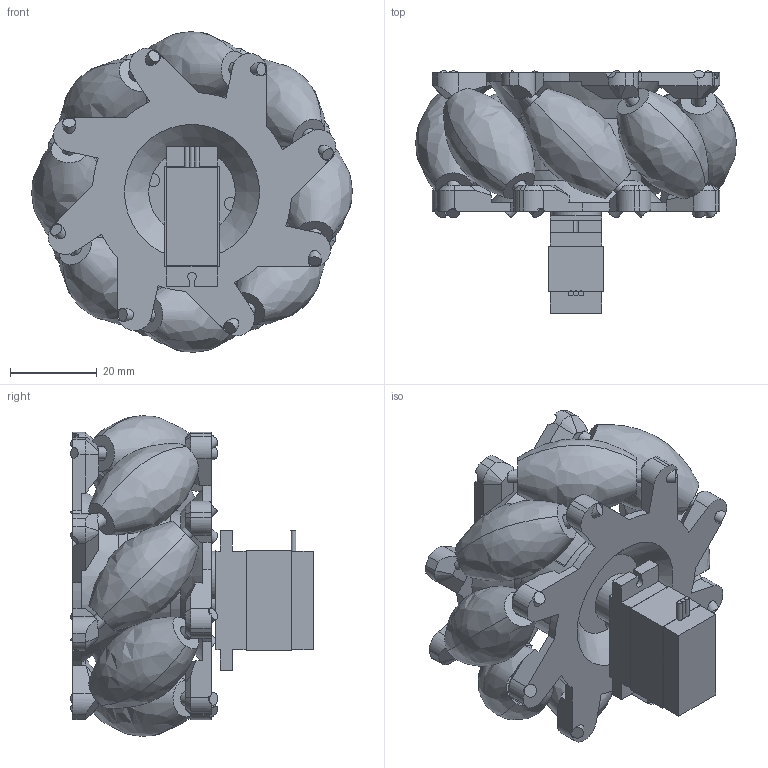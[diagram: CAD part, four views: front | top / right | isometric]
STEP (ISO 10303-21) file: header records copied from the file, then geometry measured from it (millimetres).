
FILE_DESCRIPTION(('STEP AP242'), '1');
FILE_NAME('wheel-to-servo', '2022-08-04T20:29:11', ('Òðèôîíîâ Ô¸äîð'), (''), 'C3D Converter', 'C3D Toolkit', '');
FILE_SCHEMA(('AP242_MANAGED_MODEL_BASED_3D_ENGINEERING_MIM_LF { 1 0 10303 442 1 1 4 }'));
Length unit declared in the file: millimetre
Products named in the file (9): MG90_Rebuild; WHEEL_MECH; wheel_rim; wheel_rod; wheel_roller; MG90_Arm; Arm02
Assembly tree (22 placements, depth 3):
  (unnamed)
    MG90_Rebuild
    WHEEL_MECH
      wheel_rim
      wheel_rod  x8
      wheel_roller  x8
      wheel_rim
    MG90_Arm
      Arm02
Bounding box: 74.02 x 56.02 x 74.02 mm (x, y, z)
Volume: 75029.1 mm3; surface area: 38450.4 mm2
Topology: 20 solids, 20 shells, 510 faces, 1406 edges, 913 vertices
Faces by surface type: plane 307, cylinder 139, cone 48, bspline 16
Full cylindrical faces by diameter (mm): 1 x12, 1.167 x3, 2.2 x1, 2.5 x1, 3 x28, 3.4 x8, 4.5 x1, 5 x1, 6 x2, 6.9 x1, 7.3 x1, 30 x2
Entity records: 20876 total; most frequent: CARTESIAN_POINT 4744, ORIENTED_EDGE 2542, DIRECTION 2344, EDGE_CURVE 1271, VERTEX_POINT 857, AXIS2_PLACEMENT_3D 796, LINE 752, VECTOR 752
